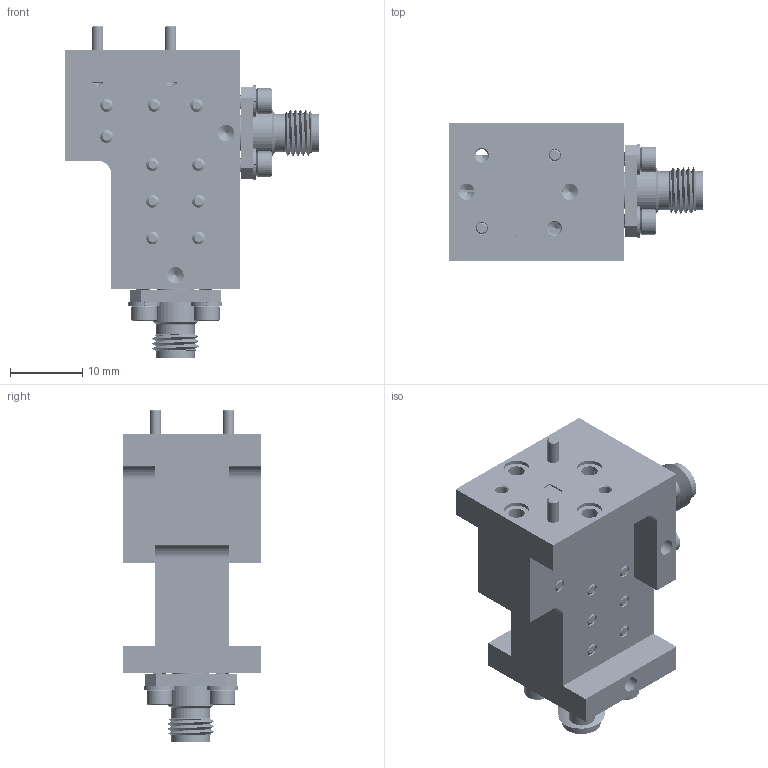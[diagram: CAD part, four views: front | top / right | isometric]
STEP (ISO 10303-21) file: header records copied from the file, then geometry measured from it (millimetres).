
FILE_DESCRIPTION (( 'STEP AP203' ), '1' );
FILE_NAME ('SFS-90311415-102FSF-N3.STEP', '2018-10-17T18:12:23', ( '' ), ( '' ), 'SwSTEP 2.0', 'SolidWorks 2016', '' );
FILE_SCHEMA (( 'CONFIG_CONTROL_DESIGN' ));
Products named in the file (1): SFS-90311415-102FSF-N3
Bounding box: 35.05 x 19.05 x 45.91 mm (x, y, z)
Volume: 9649.1 mm3; surface area: 9848.1 mm2
Topology: 32 solids, 32 shells, 1944 faces, 5126 edges, 3276 vertices
Faces by surface type: cylinder 1277, plane 322, cone 301, bspline 40, torus 4
Entity records: 86186 total; most frequent: CARTESIAN_POINT 44449, ORIENTED_EDGE 10182, DIRECTION 7376, EDGE_CURVE 5091, VERTEX_POINT 3276, AXIS2_PLACEMENT_3D 2721, EDGE_LOOP 2077, ADVANCED_FACE 1944
